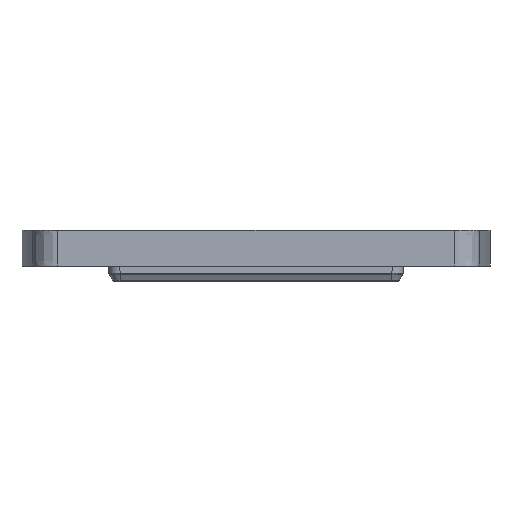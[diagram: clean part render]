
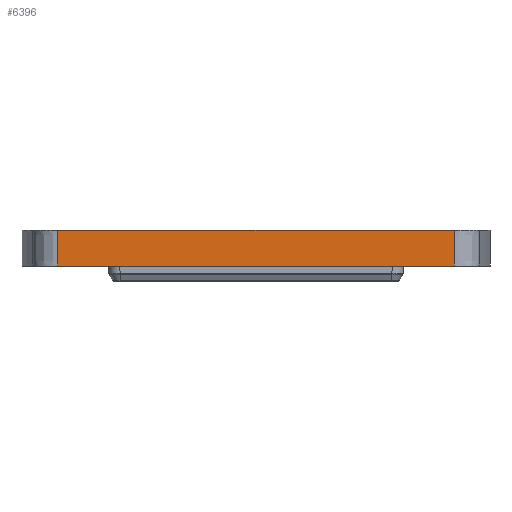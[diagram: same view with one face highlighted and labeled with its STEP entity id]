
A CAD part, left-side view. The second image highlights one B-rep face of the part: STEP entity #6396.
In plain terms, the highlighted planar face has unit normal (-1, 0, 0).
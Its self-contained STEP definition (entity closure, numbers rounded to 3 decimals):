
#6383=AXIS2_PLACEMENT_3D('Plane Axis2P3D',#6380,#6381,#6382) ;
#568=CARTESIAN_POINT('Vertex',(0.,96.938,11.5)) ;
#571=CARTESIAN_POINT('Line Origine',(0.,52.498,11.5)) ;
#575=CARTESIAN_POINT('Vertex',(0.,8.059,11.5)) ;
#3490=CARTESIAN_POINT('Vertex',(0.,8.059,3.5)) ;
#3493=CARTESIAN_POINT('Line Origine',(0.,52.498,3.5)) ;
#3497=CARTESIAN_POINT('Vertex',(0.,96.938,3.5)) ;
#6368=CARTESIAN_POINT('Line Origine',(0.,96.938,11.5)) ;
#6380=CARTESIAN_POINT('Axis2P3D Location',(0.,8.059,11.5)) ;
#6385=CARTESIAN_POINT('Line Origine',(0.,8.059,7.5)) ;
#572=DIRECTION('Vector Direction',(0.,1.,0.)) ;
#3494=DIRECTION('Vector Direction',(0.,1.,0.)) ;
#6369=DIRECTION('Vector Direction',(0.,0.,-1.)) ;
#6381=DIRECTION('Axis2P3D Direction',(-1.,0.,0.)) ;
#6382=DIRECTION('Axis2P3D XDirection',(0.,1.,0.)) ;
#6386=DIRECTION('Vector Direction',(0.,0.,-1.)) ;
#573=VECTOR('Line Direction',#572,1.) ;
#3495=VECTOR('Line Direction',#3494,1.) ;
#6370=VECTOR('Line Direction',#6369,1.) ;
#6387=VECTOR('Line Direction',#6386,1.) ;
#6391=ORIENTED_EDGE('',*,*,#6372,.T.) ;
#6392=ORIENTED_EDGE('',*,*,#3499,.F.) ;
#6393=ORIENTED_EDGE('',*,*,#6389,.F.) ;
#6394=ORIENTED_EDGE('',*,*,#577,.T.) ;
#6396=ADVANCED_FACE('2584240000_CABTITE FRL 10-6 BK.2\\67129_CABTITE_FRL_10/6_BK.2',(#6395),#6384,.T.) ;
#577=EDGE_CURVE('',#576,#569,#574,.T.) ;
#3499=EDGE_CURVE('',#3491,#3498,#3496,.T.) ;
#6372=EDGE_CURVE('',#569,#3498,#6371,.T.) ;
#6389=EDGE_CURVE('',#576,#3491,#6388,.T.) ;
#6390=EDGE_LOOP('',(#6391,#6392,#6393,#6394)) ;
#6395=FACE_OUTER_BOUND('',#6390,.T.) ;
#574=LINE('Line',#571,#573) ;
#3496=LINE('Line',#3493,#3495) ;
#6371=LINE('Line',#6368,#6370) ;
#6388=LINE('Line',#6385,#6387) ;
#6384=PLANE('',#6383) ;
#569=VERTEX_POINT('',#568) ;
#576=VERTEX_POINT('',#575) ;
#3491=VERTEX_POINT('',#3490) ;
#3498=VERTEX_POINT('',#3497) ;
